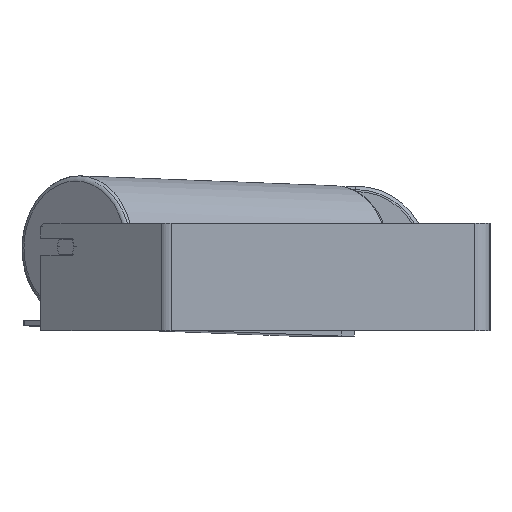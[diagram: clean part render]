
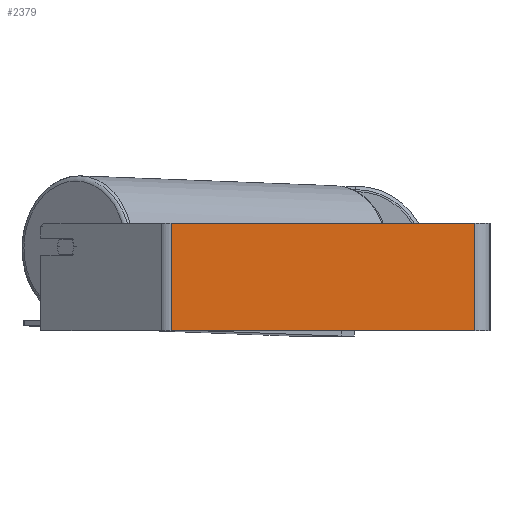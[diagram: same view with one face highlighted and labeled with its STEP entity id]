
A CAD part, left-side view. The second image highlights one B-rep face of the part: STEP entity #2379.
In plain terms, the highlighted planar face has unit normal (-1, 0, 0).
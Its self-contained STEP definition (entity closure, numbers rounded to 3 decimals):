
#170 = EDGE_CURVE ( 'NONE', #6614, #7559, #8156, .T. ) ;
#800 = DIRECTION ( 'NONE',  ( 0., 0., -1. ) ) ;
#836 = VECTOR ( 'NONE', #4073, 1000. ) ;
#1155 = CARTESIAN_POINT ( 'NONE',  ( -620., 14., 50. ) ) ;
#1295 = LINE ( 'NONE', #2667, #836 ) ;
#1561 = DIRECTION ( 'NONE',  ( 0., -1., 0. ) ) ;
#1824 = DIRECTION ( 'NONE',  ( 0., 0., -1. ) ) ;
#2379 = ADVANCED_FACE ( 'NONE', ( #8241 ), #3924, .F. ) ;
#2667 = CARTESIAN_POINT ( 'NONE',  ( -620., 301.653, 50. ) ) ;
#2806 = LINE ( 'NONE', #4818, #6847 ) ;
#3226 = EDGE_CURVE ( 'NONE', #7559, #7699, #4337, .T. ) ;
#3924 = PLANE ( 'NONE',  #8402 ) ;
#4016 = DIRECTION ( 'NONE',  ( 0., 0., -1. ) ) ;
#4073 = DIRECTION ( 'NONE',  ( 0., -1., 0. ) ) ;
#4292 = CARTESIAN_POINT ( 'NONE',  ( -620., 301.653, -50. ) ) ;
#4337 = LINE ( 'NONE', #4292, #6202 ) ;
#4818 = CARTESIAN_POINT ( 'NONE',  ( -620., 14., 50. ) ) ;
#5121 = EDGE_CURVE ( 'NONE', #6614, #7779, #1295, .T. ) ;
#5279 = CARTESIAN_POINT ( 'NONE',  ( -620., 296.557, 50. ) ) ;
#5687 = CARTESIAN_POINT ( 'NONE',  ( -620., 14., -50. ) ) ;
#5986 = DIRECTION ( 'NONE',  ( 1., 0., 0. ) ) ;
#6076 = CARTESIAN_POINT ( 'NONE',  ( -620., 296.557, 50. ) ) ;
#6202 = VECTOR ( 'NONE', #1561, 1000. ) ;
#6203 = ORIENTED_EDGE ( 'NONE', *, *, #6416, .F. ) ;
#6416 = EDGE_CURVE ( 'NONE', #7779, #7699, #2806, .T. ) ;
#6614 = VERTEX_POINT ( 'NONE', #5279 ) ;
#6847 = VECTOR ( 'NONE', #800, 1000. ) ;
#6912 = VECTOR ( 'NONE', #4016, 1000. ) ;
#7477 = ORIENTED_EDGE ( 'NONE', *, *, #170, .T. ) ;
#7555 = ORIENTED_EDGE ( 'NONE', *, *, #3226, .T. ) ;
#7559 = VERTEX_POINT ( 'NONE', #7668 ) ;
#7668 = CARTESIAN_POINT ( 'NONE',  ( -620., 296.557, -50. ) ) ;
#7699 = VERTEX_POINT ( 'NONE', #5687 ) ;
#7779 = VERTEX_POINT ( 'NONE', #1155 ) ;
#7816 = EDGE_LOOP ( 'NONE', ( #7555, #6203, #8296, #7477 ) ) ;
#8106 = CARTESIAN_POINT ( 'NONE',  ( -620., 301.653, 50. ) ) ;
#8156 = LINE ( 'NONE', #6076, #6912 ) ;
#8241 = FACE_OUTER_BOUND ( 'NONE', #7816, .T. ) ;
#8296 = ORIENTED_EDGE ( 'NONE', *, *, #5121, .F. ) ;
#8402 = AXIS2_PLACEMENT_3D ( 'NONE', #8106, #5986, #1824 ) ;
